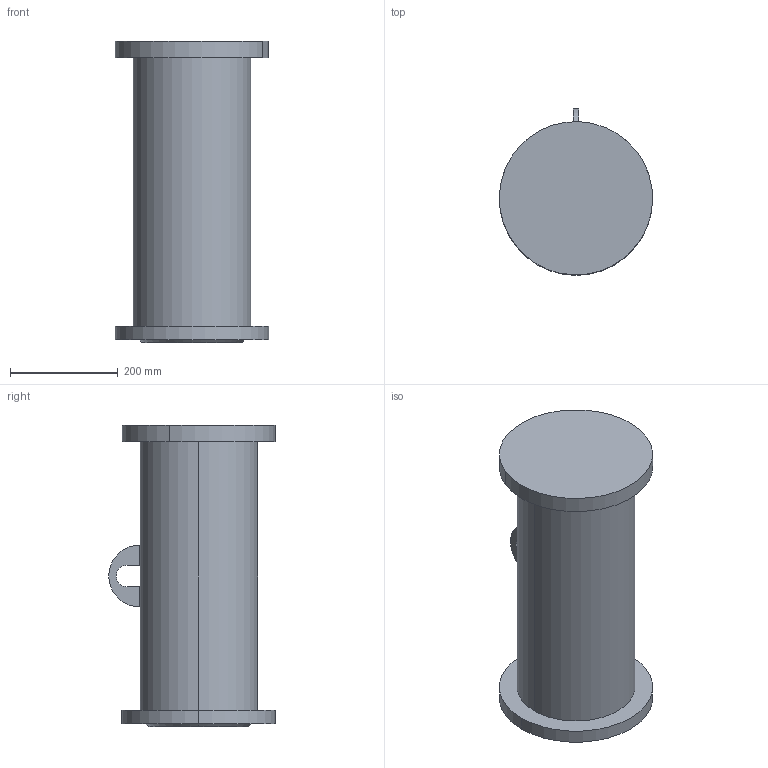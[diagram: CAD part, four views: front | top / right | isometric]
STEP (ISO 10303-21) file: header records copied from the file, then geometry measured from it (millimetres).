
FILE_DESCRIPTION (( 'STEP AP214' ), '1' );
FILE_NAME ('DN150-TAIL-PIPE.STEP', '2021-03-31T08:45:37', ( '' ), ( '' ), 'SwSTEP 2.0', 'SolidWorks 2017', '' );
FILE_SCHEMA (( 'AUTOMOTIVE_DESIGN' ));
Length unit declared in the file: millimetre
Products named in the file (1): DN150-TAIL-PIPE
Bounding box: 285 x 309.55 x 560 mm (x, y, z)
Volume: 22489142 mm3; surface area: 1069983.9 mm2
Topology: 1 solids, 10 shells, 53 faces, 112 edges, 66 vertices
Faces by surface type: cone 22, plane 19, cylinder 12
Entity records: 1488 total; most frequent: DIRECTION 254, CARTESIAN_POINT 222, ORIENTED_EDGE 192, AXIS2_PLACEMENT_3D 106, EDGE_CURVE 96, VERTEX_POINT 66, EDGE_LOOP 60, ADVANCED_FACE 53
